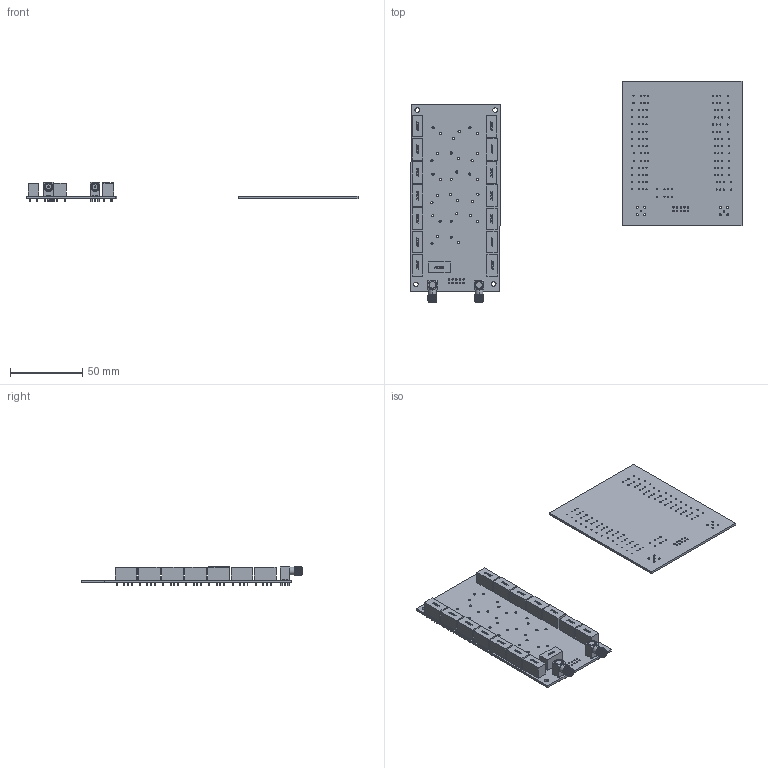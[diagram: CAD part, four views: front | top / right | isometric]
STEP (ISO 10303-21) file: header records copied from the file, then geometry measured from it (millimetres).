
FILE_DESCRIPTION(('KiCad electronic assembly'),'2;1');
FILE_NAME('Dual_BPF.step','2023-04-16T15:06:16',('Pcbnew'),('Kicad'), 'Open CASCADE STEP processor 7.6','KiCad to STEP converter','Unknown' );
FILE_SCHEMA(('AUTOMOTIVE_DESIGN { 1 0 10303 214 1 1 1 1 }'));
Length unit declared in the file: millimetre
Products named in the file (7): Dual_BPF 1; EC2-12NU; SOLID; SMA_PINS; PCB1; PCB2
Assembly tree (21 placements, depth 3):
  Dual_BPF 1
    EC2-12NU  x15
      SOLID
    SMA_PINS  x2
      SOLID
    PCB1
    PCB2
Bounding box: 230 x 153.54 x 13.75 mm (x, y, z)
Volume: 41655.9 mm3; surface area: 46287.5 mm2
Topology: 19 solids, 19 shells, 2210 faces, 5807 edges, 3852 vertices
Faces by surface type: plane 1760, cylinder 376, cone 62, bspline 12
Full cylindrical faces by diameter (mm): 0.8 x240, 1 x20, 1.3 x20, 1.5 x34, 3.2 x4
Entity records: 49825 total; most frequent: CARTESIAN_POINT 17994, DIRECTION 5640, ORIENTED_EDGE 3080, PCURVE 3080, DEFINITIONAL_REPRESENTATION 3080, LINE 3049, VECTOR 3049, EDGE_CURVE 1540
